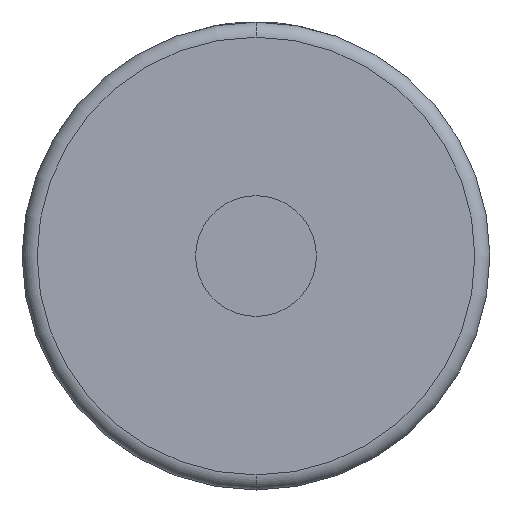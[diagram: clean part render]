
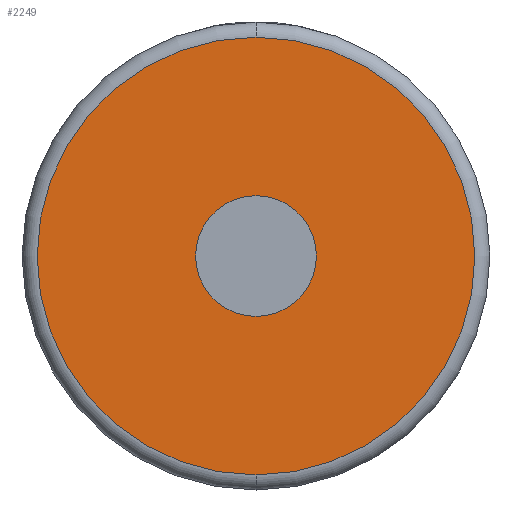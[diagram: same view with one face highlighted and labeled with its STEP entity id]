
A CAD part, front view. The second image highlights one B-rep face of the part: STEP entity #2249.
In plain terms, the highlighted planar face has unit normal (0, -1, 0).
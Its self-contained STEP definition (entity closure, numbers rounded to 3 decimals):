
#162 = CARTESIAN_POINT ( 'NONE',  ( 0., 0., 0. ) ) ;
#166 = FACE_OUTER_BOUND ( 'NONE', #2553, .T. ) ;
#240 = DIRECTION ( 'NONE',  ( 0., 0., 1. ) ) ;
#257 = PLANE ( 'NONE',  #427 ) ;
#285 = CIRCLE ( 'NONE', #1837, 14.5 ) ;
#289 = CARTESIAN_POINT ( 'NONE',  ( 0., 0., 4. ) ) ;
#315 = EDGE_CURVE ( 'NONE', #674, #2845, #1448, .T. ) ;
#417 = DIRECTION ( 'NONE',  ( 0., -1., 0. ) ) ;
#427 = AXIS2_PLACEMENT_3D ( 'NONE', #2213, #1483, #2680 ) ;
#536 = VERTEX_POINT ( 'NONE', #1744 ) ;
#674 = VERTEX_POINT ( 'NONE', #289 ) ;
#704 = CIRCLE ( 'NONE', #1539, 4. ) ;
#803 = ORIENTED_EDGE ( 'NONE', *, *, #917, .T. ) ;
#917 = EDGE_CURVE ( 'NONE', #921, #536, #285, .T. ) ;
#921 = VERTEX_POINT ( 'NONE', #3133 ) ;
#952 = ORIENTED_EDGE ( 'NONE', *, *, #315, .F. ) ;
#982 = CIRCLE ( 'NONE', #1580, 14.5 ) ;
#1023 = ORIENTED_EDGE ( 'NONE', *, *, #2705, .F. ) ;
#1296 = ORIENTED_EDGE ( 'NONE', *, *, #2492, .T. ) ;
#1448 = CIRCLE ( 'NONE', #2905, 4. ) ;
#1483 = DIRECTION ( 'NONE',  ( 0., 1., 0. ) ) ;
#1539 = AXIS2_PLACEMENT_3D ( 'NONE', #2974, #2473, #240 ) ;
#1580 = AXIS2_PLACEMENT_3D ( 'NONE', #1630, #1823, #3095 ) ;
#1630 = CARTESIAN_POINT ( 'NONE',  ( 0., 0., 0. ) ) ;
#1744 = CARTESIAN_POINT ( 'NONE',  ( 0., 0., 14.5 ) ) ;
#1823 = DIRECTION ( 'NONE',  ( 0., -1., 0. ) ) ;
#1837 = AXIS2_PLACEMENT_3D ( 'NONE', #162, #417, #2130 ) ;
#1877 = EDGE_LOOP ( 'NONE', ( #952, #1023 ) ) ;
#2102 = DIRECTION ( 'NONE',  ( 0., 0., 1. ) ) ;
#2130 = DIRECTION ( 'NONE',  ( 0., 0., 1. ) ) ;
#2213 = CARTESIAN_POINT ( 'NONE',  ( 0., 0., 0. ) ) ;
#2249 = ADVANCED_FACE ( 'NONE', ( #166, #2928 ), #257, .F. ) ;
#2473 = DIRECTION ( 'NONE',  ( 0., -1., 0. ) ) ;
#2492 = EDGE_CURVE ( 'NONE', #536, #921, #982, .T. ) ;
#2553 = EDGE_LOOP ( 'NONE', ( #1296, #803 ) ) ;
#2620 = CARTESIAN_POINT ( 'NONE',  ( 0., 0., 0. ) ) ;
#2680 = DIRECTION ( 'NONE',  ( 0., 0., 1. ) ) ;
#2705 = EDGE_CURVE ( 'NONE', #2845, #674, #704, .T. ) ;
#2845 = VERTEX_POINT ( 'NONE', #2868 ) ;
#2868 = CARTESIAN_POINT ( 'NONE',  ( 0., 0., -4. ) ) ;
#2871 = DIRECTION ( 'NONE',  ( 0., -1., 0. ) ) ;
#2905 = AXIS2_PLACEMENT_3D ( 'NONE', #2620, #2871, #2102 ) ;
#2928 = FACE_BOUND ( 'NONE', #1877, .T. ) ;
#2974 = CARTESIAN_POINT ( 'NONE',  ( 0., 0., 0. ) ) ;
#3095 = DIRECTION ( 'NONE',  ( 0., 0., 1. ) ) ;
#3133 = CARTESIAN_POINT ( 'NONE',  ( 0., 0., -14.5 ) ) ;
